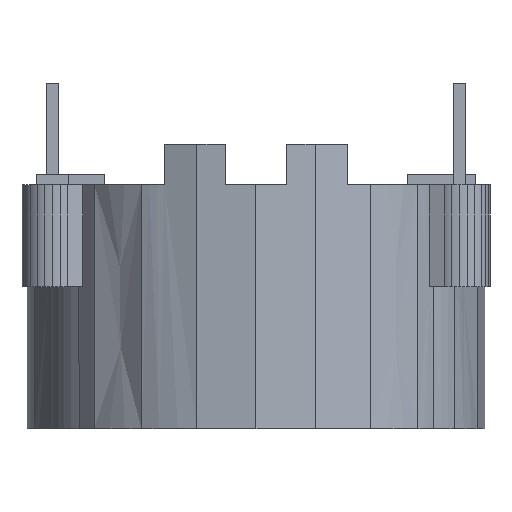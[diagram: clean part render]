
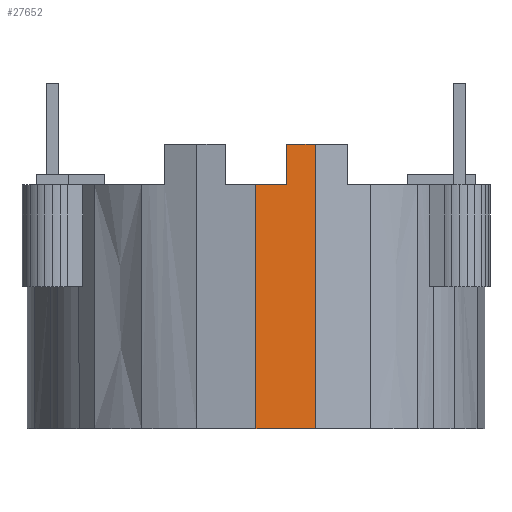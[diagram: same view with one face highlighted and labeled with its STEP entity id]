
A CAD part, front view. The second image highlights one B-rep face of the part: STEP entity #27652.
In plain terms, the highlighted planar face has unit normal (0.131, -0.991, 0).
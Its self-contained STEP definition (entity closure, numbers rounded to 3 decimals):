
#9659 = PLANE('',#9660);
#9660 = AXIS2_PLACEMENT_3D('',#9661,#9662,#9663);
#9661 = CARTESIAN_POINT('',(-5.625,9.743,0.));
#9662 = DIRECTION('',(0.,0.,-1.));
#9663 = DIRECTION('',(-1.,0.,0.));
#10253 = VERTEX_POINT('',#10254);
#10254 = CARTESIAN_POINT('',(2.912,-10.867,0.));
#10268 = PLANE('',#10269);
#10269 = AXIS2_PLACEMENT_3D('',#10270,#10271,#10272);
#10270 = CARTESIAN_POINT('',(2.912,-10.867,0.));
#10271 = DIRECTION('',(0.383,-0.924,
    0.));
#10272 = DIRECTION('',(-0.924,-0.383,
    0.));
#10280 = EDGE_CURVE('',#10281,#10253,#10283,.T.);
#10281 = VERTEX_POINT('',#10282);
#10282 = CARTESIAN_POINT('',(0.,-11.25,0.));
#10283 = SURFACE_CURVE('',#10284,(#10288,#10295),.PCURVE_S1.);
#10284 = LINE('',#10285,#10286);
#10285 = CARTESIAN_POINT('',(0.,-11.25,0.));
#10286 = VECTOR('',#10287,1.);
#10287 = DIRECTION('',(0.991,0.131,0.));
#10288 = PCURVE('',#9659,#10289);
#10289 = DEFINITIONAL_REPRESENTATION('',(#10290),#10294);
#10290 = LINE('',#10291,#10292);
#10291 = CARTESIAN_POINT('',(-5.625,-20.993));
#10292 = VECTOR('',#10293,1.);
#10293 = DIRECTION('',(-0.991,0.131));
#10294 = ( GEOMETRIC_REPRESENTATION_CONTEXT(2) 
PARAMETRIC_REPRESENTATION_CONTEXT() REPRESENTATION_CONTEXT('2D SPACE',''
  ) );
#10295 = PCURVE('',#10296,#10301);
#10296 = PLANE('',#10297);
#10297 = AXIS2_PLACEMENT_3D('',#10298,#10299,#10300);
#10298 = CARTESIAN_POINT('',(0.,-11.25,0.));
#10299 = DIRECTION('',(0.131,-0.991,0.)
  );
#10300 = DIRECTION('',(-0.991,-0.131,0.));
#10301 = DEFINITIONAL_REPRESENTATION('',(#10302),#10306);
#10302 = LINE('',#10303,#10304);
#10303 = CARTESIAN_POINT('',(0.,0.));
#10304 = VECTOR('',#10305,1.);
#10305 = DIRECTION('',(-1.,0.));
#10306 = ( GEOMETRIC_REPRESENTATION_CONTEXT(2) 
PARAMETRIC_REPRESENTATION_CONTEXT() REPRESENTATION_CONTEXT('2D SPACE',''
  ) );
#10324 = PLANE('',#10325);
#10325 = AXIS2_PLACEMENT_3D('',#10326,#10327,#10328);
#10326 = CARTESIAN_POINT('',(-2.912,-10.867,0.));
#10327 = DIRECTION('',(-0.131,-0.991,
    0.));
#10328 = DIRECTION('',(-0.991,0.131,0.));
#24807 = PLANE('',#24808);
#24808 = AXIS2_PLACEMENT_3D('',#24809,#24810,#24811);
#24809 = CARTESIAN_POINT('',(-1.5,-11.053,12.));
#24810 = DIRECTION('',(0.,0.,1.));
#24811 = DIRECTION('',(0.,1.,0.));
#25237 = PLANE('',#25238);
#25238 = AXIS2_PLACEMENT_3D('',#25239,#25240,#25241);
#25239 = CARTESIAN_POINT('',(1.5,-9.803,12.));
#25240 = DIRECTION('',(-1.,0.,0.));
#25241 = DIRECTION('',(0.,0.,-1.));
#25265 = PLANE('',#25266);
#25266 = AXIS2_PLACEMENT_3D('',#25267,#25268,#25269);
#25267 = CARTESIAN_POINT('',(2.912,-10.867,14.));
#25268 = DIRECTION('',(0.,0.,1.));
#25269 = DIRECTION('',(0.,1.,0.));
#27610 = VERTEX_POINT('',#27611);
#27611 = CARTESIAN_POINT('',(2.912,-10.867,14.));
#27632 = EDGE_CURVE('',#10253,#27610,#27633,.T.);
#27633 = SURFACE_CURVE('',#27634,(#27638,#27645),.PCURVE_S1.);
#27634 = LINE('',#27635,#27636);
#27635 = CARTESIAN_POINT('',(2.912,-10.867,0.));
#27636 = VECTOR('',#27637,1.);
#27637 = DIRECTION('',(0.,0.,1.));
#27638 = PCURVE('',#10268,#27639);
#27639 = DEFINITIONAL_REPRESENTATION('',(#27640),#27644);
#27640 = LINE('',#27641,#27642);
#27641 = CARTESIAN_POINT('',(0.,0.));
#27642 = VECTOR('',#27643,1.);
#27643 = DIRECTION('',(0.,-1.));
#27644 = ( GEOMETRIC_REPRESENTATION_CONTEXT(2) 
PARAMETRIC_REPRESENTATION_CONTEXT() REPRESENTATION_CONTEXT('2D SPACE',''
  ) );
#27645 = PCURVE('',#10296,#27646);
#27646 = DEFINITIONAL_REPRESENTATION('',(#27647),#27651);
#27647 = LINE('',#27648,#27649);
#27648 = CARTESIAN_POINT('',(-2.937,0.));
#27649 = VECTOR('',#27650,1.);
#27650 = DIRECTION('',(0.,-1.));
#27651 = ( GEOMETRIC_REPRESENTATION_CONTEXT(2) 
PARAMETRIC_REPRESENTATION_CONTEXT() REPRESENTATION_CONTEXT('2D SPACE',''
  ) );
#27652 = ADVANCED_FACE('',(#27653),#10296,.T.);
#27653 = FACE_BOUND('',#27654,.T.);
#27654 = EDGE_LOOP('',(#27655,#27656,#27657,#27680,#27703,#27726));
#27655 = ORIENTED_EDGE('',*,*,#10280,.T.);
#27656 = ORIENTED_EDGE('',*,*,#27632,.T.);
#27657 = ORIENTED_EDGE('',*,*,#27658,.F.);
#27658 = EDGE_CURVE('',#27659,#27610,#27661,.T.);
#27659 = VERTEX_POINT('',#27660);
#27660 = CARTESIAN_POINT('',(1.5,-11.053,14.));
#27661 = SURFACE_CURVE('',#27662,(#27666,#27673),.PCURVE_S1.);
#27662 = LINE('',#27663,#27664);
#27663 = CARTESIAN_POINT('',(1.5,-11.053,14.));
#27664 = VECTOR('',#27665,1.);
#27665 = DIRECTION('',(0.991,0.131,0.));
#27666 = PCURVE('',#10296,#27667);
#27667 = DEFINITIONAL_REPRESENTATION('',(#27668),#27672);
#27668 = LINE('',#27669,#27670);
#27669 = CARTESIAN_POINT('',(-1.513,-14.));
#27670 = VECTOR('',#27671,1.);
#27671 = DIRECTION('',(-1.,0.));
#27672 = ( GEOMETRIC_REPRESENTATION_CONTEXT(2) 
PARAMETRIC_REPRESENTATION_CONTEXT() REPRESENTATION_CONTEXT('2D SPACE',''
  ) );
#27673 = PCURVE('',#25265,#27674);
#27674 = DEFINITIONAL_REPRESENTATION('',(#27675),#27679);
#27675 = LINE('',#27676,#27677);
#27676 = CARTESIAN_POINT('',(-0.186,1.412));
#27677 = VECTOR('',#27678,1.);
#27678 = DIRECTION('',(0.131,-0.991));
#27679 = ( GEOMETRIC_REPRESENTATION_CONTEXT(2) 
PARAMETRIC_REPRESENTATION_CONTEXT() REPRESENTATION_CONTEXT('2D SPACE',''
  ) );
#27680 = ORIENTED_EDGE('',*,*,#27681,.F.);
#27681 = EDGE_CURVE('',#27682,#27659,#27684,.T.);
#27682 = VERTEX_POINT('',#27683);
#27683 = CARTESIAN_POINT('',(1.5,-11.053,12.));
#27684 = SURFACE_CURVE('',#27685,(#27689,#27696),.PCURVE_S1.);
#27685 = LINE('',#27686,#27687);
#27686 = CARTESIAN_POINT('',(1.5,-11.053,12.));
#27687 = VECTOR('',#27688,1.);
#27688 = DIRECTION('',(0.,0.,1.));
#27689 = PCURVE('',#10296,#27690);
#27690 = DEFINITIONAL_REPRESENTATION('',(#27691),#27695);
#27691 = LINE('',#27692,#27693);
#27692 = CARTESIAN_POINT('',(-1.513,-12.));
#27693 = VECTOR('',#27694,1.);
#27694 = DIRECTION('',(0.,-1.));
#27695 = ( GEOMETRIC_REPRESENTATION_CONTEXT(2) 
PARAMETRIC_REPRESENTATION_CONTEXT() REPRESENTATION_CONTEXT('2D SPACE',''
  ) );
#27696 = PCURVE('',#25237,#27697);
#27697 = DEFINITIONAL_REPRESENTATION('',(#27698),#27702);
#27698 = LINE('',#27699,#27700);
#27699 = CARTESIAN_POINT('',(0.,1.25));
#27700 = VECTOR('',#27701,1.);
#27701 = DIRECTION('',(-1.,0.));
#27702 = ( GEOMETRIC_REPRESENTATION_CONTEXT(2) 
PARAMETRIC_REPRESENTATION_CONTEXT() REPRESENTATION_CONTEXT('2D SPACE',''
  ) );
#27703 = ORIENTED_EDGE('',*,*,#27704,.F.);
#27704 = EDGE_CURVE('',#27705,#27682,#27707,.T.);
#27705 = VERTEX_POINT('',#27706);
#27706 = CARTESIAN_POINT('',(0.,-11.25,12.));
#27707 = SURFACE_CURVE('',#27708,(#27712,#27719),.PCURVE_S1.);
#27708 = LINE('',#27709,#27710);
#27709 = CARTESIAN_POINT('',(0.,-11.25,12.));
#27710 = VECTOR('',#27711,1.);
#27711 = DIRECTION('',(0.991,0.131,0.));
#27712 = PCURVE('',#10296,#27713);
#27713 = DEFINITIONAL_REPRESENTATION('',(#27714),#27718);
#27714 = LINE('',#27715,#27716);
#27715 = CARTESIAN_POINT('',(0.,-12.));
#27716 = VECTOR('',#27717,1.);
#27717 = DIRECTION('',(-1.,0.));
#27718 = ( GEOMETRIC_REPRESENTATION_CONTEXT(2) 
PARAMETRIC_REPRESENTATION_CONTEXT() REPRESENTATION_CONTEXT('2D SPACE',''
  ) );
#27719 = PCURVE('',#24807,#27720);
#27720 = DEFINITIONAL_REPRESENTATION('',(#27721),#27725);
#27721 = LINE('',#27722,#27723);
#27722 = CARTESIAN_POINT('',(-0.197,-1.5));
#27723 = VECTOR('',#27724,1.);
#27724 = DIRECTION('',(0.131,-0.991));
#27725 = ( GEOMETRIC_REPRESENTATION_CONTEXT(2) 
PARAMETRIC_REPRESENTATION_CONTEXT() REPRESENTATION_CONTEXT('2D SPACE',''
  ) );
#27726 = ORIENTED_EDGE('',*,*,#27727,.F.);
#27727 = EDGE_CURVE('',#10281,#27705,#27728,.T.);
#27728 = SURFACE_CURVE('',#27729,(#27733,#27740),.PCURVE_S1.);
#27729 = LINE('',#27730,#27731);
#27730 = CARTESIAN_POINT('',(0.,-11.25,0.));
#27731 = VECTOR('',#27732,1.);
#27732 = DIRECTION('',(0.,0.,1.));
#27733 = PCURVE('',#10296,#27734);
#27734 = DEFINITIONAL_REPRESENTATION('',(#27735),#27739);
#27735 = LINE('',#27736,#27737);
#27736 = CARTESIAN_POINT('',(0.,0.));
#27737 = VECTOR('',#27738,1.);
#27738 = DIRECTION('',(0.,-1.));
#27739 = ( GEOMETRIC_REPRESENTATION_CONTEXT(2) 
PARAMETRIC_REPRESENTATION_CONTEXT() REPRESENTATION_CONTEXT('2D SPACE',''
  ) );
#27740 = PCURVE('',#10324,#27741);
#27741 = DEFINITIONAL_REPRESENTATION('',(#27742),#27746);
#27742 = LINE('',#27743,#27744);
#27743 = CARTESIAN_POINT('',(-2.937,0.));
#27744 = VECTOR('',#27745,1.);
#27745 = DIRECTION('',(0.,-1.));
#27746 = ( GEOMETRIC_REPRESENTATION_CONTEXT(2) 
PARAMETRIC_REPRESENTATION_CONTEXT() REPRESENTATION_CONTEXT('2D SPACE',''
  ) );
